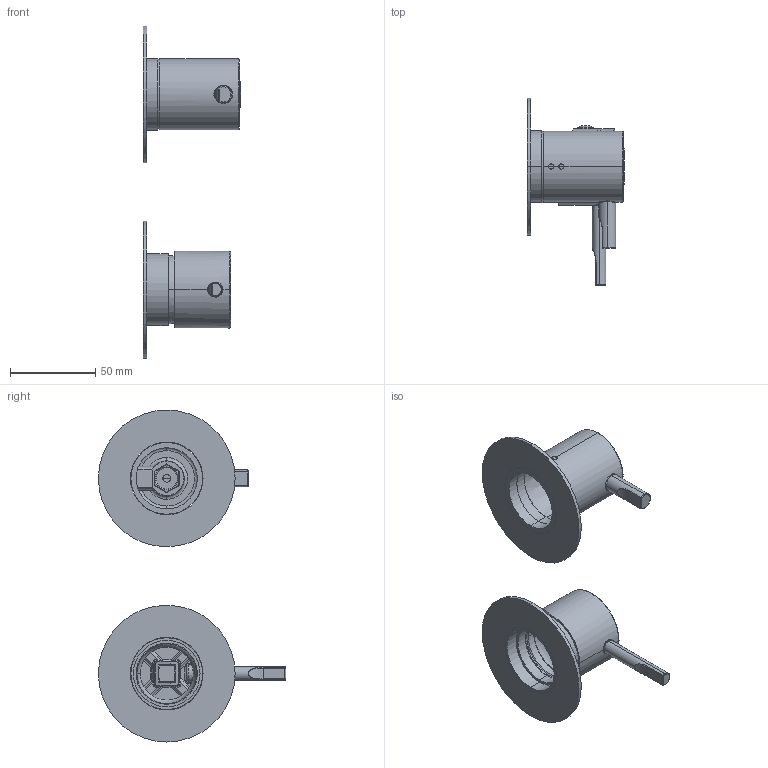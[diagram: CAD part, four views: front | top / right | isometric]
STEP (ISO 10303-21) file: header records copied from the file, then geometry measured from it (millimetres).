
FILE_DESCRIPTION (( 'STEP AP203' ), '1' );
FILE_NAME ('39DP13245.STEP', '2026-02-11T08:05:47', ( '' ), ( '' ), 'SwSTEP 2.0', 'SolidWorks 2025', '' );
FILE_SCHEMA (( 'CONFIG_CONTROL_DESIGN' ));
Length unit declared in the file: millimetre
Products named in the file (1): 39DP13245
Bounding box: 56.8 x 109.55 x 194.24 mm (x, y, z)
Volume: 68254.2 mm3; surface area: 60792.3 mm2
Topology: 10 solids, 10 shells, 461 faces, 1109 edges, 671 vertices
Faces by surface type: cylinder 142, plane 139, bspline 66, torus 46, cone 37, sphere 31
Entity records: 16992 total; most frequent: CARTESIAN_POINT 6691, ORIENTED_EDGE 2190, DIRECTION 2105, EDGE_CURVE 1095, AXIS2_PLACEMENT_3D 845, VERTEX_POINT 671, EDGE_LOOP 496, FACE_OUTER_BOUND 461
